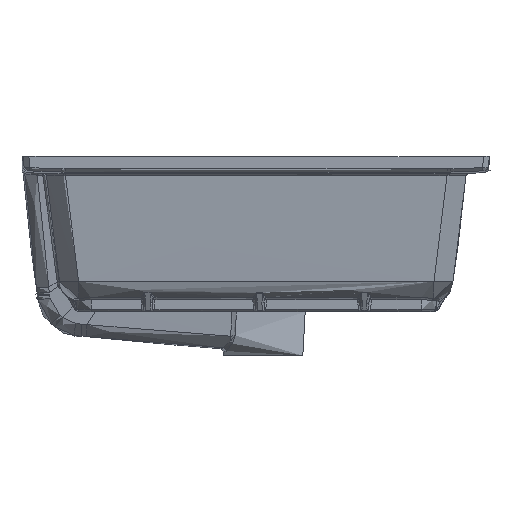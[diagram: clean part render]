
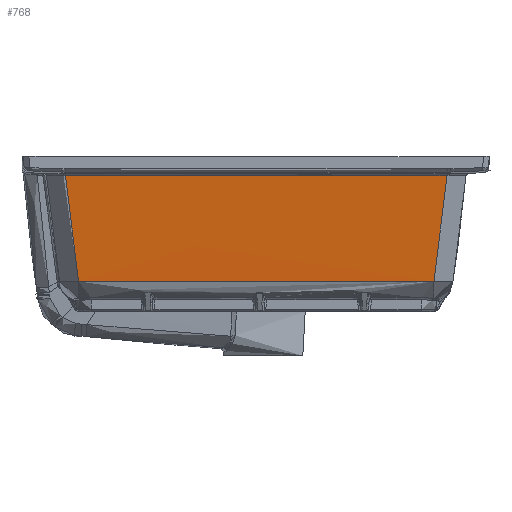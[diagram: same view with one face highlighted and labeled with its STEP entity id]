
A CAD part, left-side view. The second image highlights one B-rep face of the part: STEP entity #768.
In plain terms, the highlighted free-form (B-spline) face has degree [3, 3] with [4, 4] control points.
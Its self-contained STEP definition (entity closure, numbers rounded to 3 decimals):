
#768=ADVANCED_FACE('',(#1620),#11958,.T.);
#1620=FACE_OUTER_BOUND('',#2471,.T.);
#2471=EDGE_LOOP('',(#5912,#5913,#5914,#5915));
#5912=ORIENTED_EDGE('',*,*,#7997,.T.);
#5913=ORIENTED_EDGE('',*,*,#7981,.F.);
#5914=ORIENTED_EDGE('',*,*,#7073,.F.);
#5915=ORIENTED_EDGE('',*,*,#8003,.T.);
#7073=EDGE_CURVE('',#10679,#10678,#9376,.T.);
#7981=EDGE_CURVE('',#10678,#11039,#9937,.T.);
#7997=EDGE_CURVE('',#11040,#11039,#9946,.T.);
#8003=EDGE_CURVE('',#10679,#11040,#9951,.T.);
#9376=B_SPLINE_CURVE_WITH_KNOTS('',3,(#43456,#43457,#43458,#43459,#43460,
#43461,#43462),.UNSPECIFIED.,.F.,.F.,(4,1,1,1,4),(-305.159,-228.869,
-152.58,-76.29,0.),.UNSPECIFIED.);
#9937=B_SPLINE_CURVE_WITH_KNOTS('',3,(#48354,#48355,#48356,#48357),
 .UNSPECIFIED.,.F.,.F.,(4,4),(-92.272,0.),.UNSPECIFIED.);
#9946=B_SPLINE_CURVE_WITH_KNOTS('',3,(#48435,#48436,#48437,#48438),
 .UNSPECIFIED.,.F.,.F.,(4,4),(-327.671,0.),.UNSPECIFIED.);
#9951=B_SPLINE_CURVE_WITH_KNOTS('',3,(#48463,#48464,#48465,#48466),
 .UNSPECIFIED.,.F.,.F.,(4,4),(0.,92.271),.UNSPECIFIED.);
#10678=VERTEX_POINT('',#38876);
#10679=VERTEX_POINT('',#38877);
#11039=VERTEX_POINT('',#39237);
#11040=VERTEX_POINT('',#39238);
#11958=B_SPLINE_SURFACE_WITH_KNOTS('',3,3,((#35463,#35464,#35465,#35466),
(#35467,#35468,#35469,#35470),(#35471,#35472,#35473,#35474),(#35475,#35476,
#35477,#35478)),.UNSPECIFIED.,.F.,.F.,.F.,(4,4),(4,4),(0.,334.747),
(0.,96.203),.UNSPECIFIED.);
#35463=CARTESIAN_POINT('',(-268.433,155.401,-109.484));
#35464=CARTESIAN_POINT('',(-272.313,159.392,-77.903));
#35465=CARTESIAN_POINT('',(-276.194,163.383,-46.322));
#35466=CARTESIAN_POINT('',(-280.074,167.372,-14.741));
#35467=CARTESIAN_POINT('',(-268.484,51.8,-109.523));
#35468=CARTESIAN_POINT('',(-272.488,53.131,-77.941));
#35469=CARTESIAN_POINT('',(-276.493,54.461,-46.358));
#35470=CARTESIAN_POINT('',(-280.498,55.791,-14.775));
#35471=CARTESIAN_POINT('',(-268.484,-51.801,-109.523));
#35472=CARTESIAN_POINT('',(-272.488,-53.132,-77.941));
#35473=CARTESIAN_POINT('',(-276.493,-54.462,-46.358));
#35474=CARTESIAN_POINT('',(-280.498,-55.791,-14.775));
#35475=CARTESIAN_POINT('',(-268.433,-155.402,-109.484));
#35476=CARTESIAN_POINT('',(-272.313,-159.393,-77.903));
#35477=CARTESIAN_POINT('',(-276.194,-163.383,-46.322));
#35478=CARTESIAN_POINT('',(-280.074,-167.373,-14.741));
#38876=CARTESIAN_POINT('',(-268.68,152.579,-107.489));
#38877=CARTESIAN_POINT('',(-268.68,-152.58,-107.489));
#39237=CARTESIAN_POINT('',(-279.859,163.835,-16.591));
#39238=CARTESIAN_POINT('',(-279.859,-163.835,-16.591));
#43456=CARTESIAN_POINT('',(-268.68,-152.58,-107.489));
#43457=CARTESIAN_POINT('',(-268.682,-121.874,-107.622));
#43458=CARTESIAN_POINT('',(-268.697,-63.208,-107.689));
#43459=CARTESIAN_POINT('',(-268.707,16.02,-107.665));
#43460=CARTESIAN_POINT('',(-268.687,88.201,-107.704));
#43461=CARTESIAN_POINT('',(-268.681,131.871,-107.583));
#43462=CARTESIAN_POINT('',(-268.68,152.579,-107.489));
#48354=CARTESIAN_POINT('',(-268.68,152.579,-107.489));
#48355=CARTESIAN_POINT('',(-272.406,156.333,-77.19));
#48356=CARTESIAN_POINT('',(-276.133,160.082,-46.891));
#48357=CARTESIAN_POINT('',(-279.859,163.835,-16.591));
#48435=CARTESIAN_POINT('',(-279.859,-163.835,-16.591));
#48436=CARTESIAN_POINT('',(-280.26,-54.61,-16.624));
#48437=CARTESIAN_POINT('',(-280.26,54.61,-16.624));
#48438=CARTESIAN_POINT('',(-279.859,163.835,-16.591));
#48463=CARTESIAN_POINT('',(-268.68,-152.58,-107.489));
#48464=CARTESIAN_POINT('',(-272.406,-156.334,-77.19));
#48465=CARTESIAN_POINT('',(-276.133,-160.083,-46.891));
#48466=CARTESIAN_POINT('',(-279.859,-163.835,-16.591));
